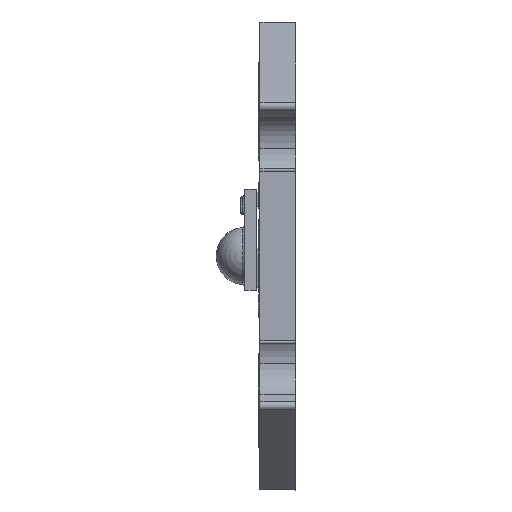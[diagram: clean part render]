
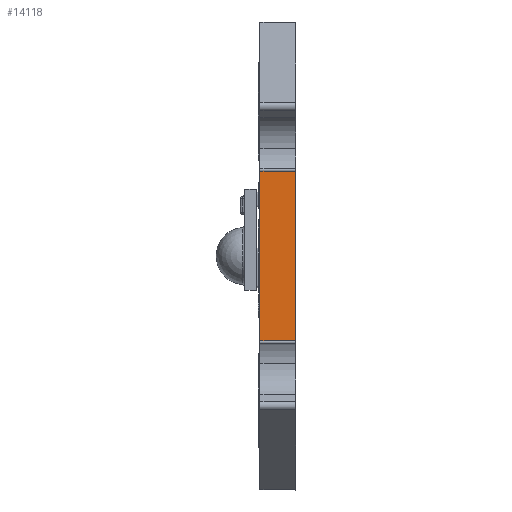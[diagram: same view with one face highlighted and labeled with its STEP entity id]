
A CAD part, left-side view. The second image highlights one B-rep face of the part: STEP entity #14118.
In plain terms, the highlighted planar face has unit normal (-1, 0, 0).
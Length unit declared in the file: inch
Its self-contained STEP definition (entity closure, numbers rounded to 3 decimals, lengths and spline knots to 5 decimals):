
#106 = DIRECTION ( 'NONE',  ( 0., 1., 0. ) ) ;
#1453 = CARTESIAN_POINT ( 'NONE',  ( 0., 0.37709, 0.11886 ) ) ;
#2306 = VECTOR ( 'NONE', #21778, 39.37008 ) ;
#4336 = ORIENTED_EDGE ( 'NONE', *, *, #9244, .F. ) ;
#5502 = VECTOR ( 'NONE', #22489, 39.37008 ) ;
#5586 = EDGE_CURVE ( 'NONE', #11576, #9982, #7837, .T. ) ;
#5702 = CARTESIAN_POINT ( 'NONE',  ( 0., 0.37709, -0.1789 ) ) ;
#7687 = CARTESIAN_POINT ( 'NONE',  ( 0., 0.44008, 0.11886 ) ) ;
#7713 = LINE ( 'NONE', #7687, #2306 ) ;
#7837 = LINE ( 'NONE', #5702, #25916 ) ;
#7990 = LINE ( 'NONE', #1453, #12740 ) ;
#8315 = CARTESIAN_POINT ( 'NONE',  ( 0., 0.37709, 0.11886 ) ) ;
#9244 = EDGE_CURVE ( 'NONE', #9982, #17871, #7713, .T. ) ;
#9517 = EDGE_CURVE ( 'NONE', #11576, #18926, #7990, .T. ) ;
#9774 = CARTESIAN_POINT ( 'NONE',  ( 0., 0.37709, 0.11886 ) ) ;
#9982 = VERTEX_POINT ( 'NONE', #25346 ) ;
#11550 = DIRECTION ( 'NONE',  ( 0., 0., 1. ) ) ;
#11576 = VERTEX_POINT ( 'NONE', #21653 ) ;
#12262 = DIRECTION ( 'NONE',  ( -1., 0., 0. ) ) ;
#12740 = VECTOR ( 'NONE', #11550, 39.37008 ) ;
#13945 = ORIENTED_EDGE ( 'NONE', *, *, #5586, .F. ) ;
#14118 = ADVANCED_FACE ( 'NONE', ( #21226 ), #16183, .T. ) ;
#15897 = ORIENTED_EDGE ( 'NONE', *, *, #21353, .T. ) ;
#16183 = PLANE ( 'NONE',  #17002 ) ;
#16910 = ORIENTED_EDGE ( 'NONE', *, *, #9517, .T. ) ;
#17002 = AXIS2_PLACEMENT_3D ( 'NONE', #24419, #12262, #106 ) ;
#17871 = VERTEX_POINT ( 'NONE', #23729 ) ;
#18926 = VERTEX_POINT ( 'NONE', #9774 ) ;
#19877 = DIRECTION ( 'NONE',  ( 0., 1., 0. ) ) ;
#21049 = LINE ( 'NONE', #8315, #5502 ) ;
#21226 = FACE_OUTER_BOUND ( 'NONE', #22192, .T. ) ;
#21353 = EDGE_CURVE ( 'NONE', #18926, #17871, #21049, .T. ) ;
#21653 = CARTESIAN_POINT ( 'NONE',  ( 0., 0.37709, -0.1789 ) ) ;
#21778 = DIRECTION ( 'NONE',  ( 0., 0., 1. ) ) ;
#22192 = EDGE_LOOP ( 'NONE', ( #4336, #13945, #16910, #15897 ) ) ;
#22489 = DIRECTION ( 'NONE',  ( 0., 1., 0. ) ) ;
#23729 = CARTESIAN_POINT ( 'NONE',  ( 0., 0.44008, 0.11886 ) ) ;
#24419 = CARTESIAN_POINT ( 'NONE',  ( 0., 0.37709, 0.11886 ) ) ;
#25346 = CARTESIAN_POINT ( 'NONE',  ( 0., 0.44008, -0.1789 ) ) ;
#25916 = VECTOR ( 'NONE', #19877, 39.37008 ) ;
